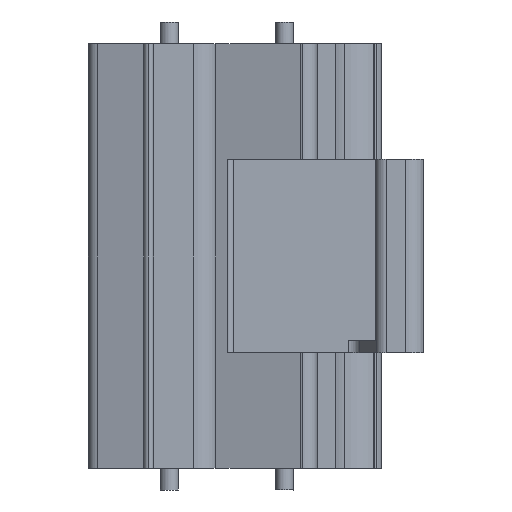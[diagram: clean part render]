
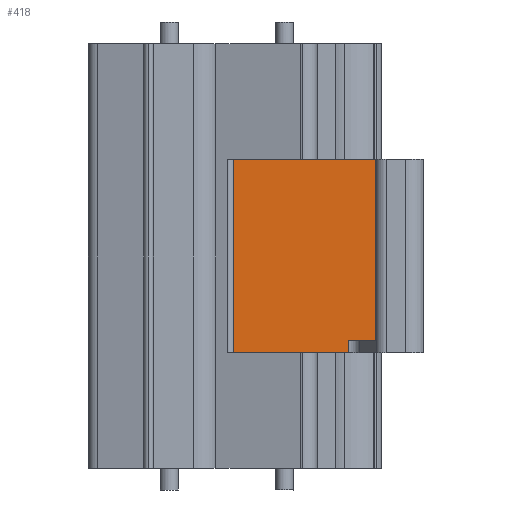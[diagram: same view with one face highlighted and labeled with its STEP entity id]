
A CAD part, left-side view. The second image highlights one B-rep face of the part: STEP entity #418.
In plain terms, the highlighted planar face has unit normal (-1, 0, 0).
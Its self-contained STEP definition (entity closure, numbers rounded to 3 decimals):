
#418=ADVANCED_FACE('',(#894),#895,.T.);
#894=FACE_OUTER_BOUND('',#1414,.T.);
#895=PLANE('',#1415);
#1414=EDGE_LOOP('',(#2692,#2693,#2694,#2695,#2696,#2697));
#1415=AXIS2_PLACEMENT_3D('',#2698,#2699,#2700);
#2692=ORIENTED_EDGE('',*,*,#3277,.T.);
#2693=ORIENTED_EDGE('',*,*,#3263,.T.);
#2694=ORIENTED_EDGE('',*,*,#3420,.T.);
#2695=ORIENTED_EDGE('',*,*,#3451,.F.);
#2696=ORIENTED_EDGE('',*,*,#3628,.F.);
#2697=ORIENTED_EDGE('',*,*,#3629,.T.);
#2698=CARTESIAN_POINT('',(-52.,-4.3,20.0));
#2699=DIRECTION('',(-1.0,0.0,0.0));
#2700=DIRECTION('',(0.0,0.0,1.0));
#3263=EDGE_CURVE('',#3988,#3986,#3989,.T.);
#3277=EDGE_CURVE('',#4008,#3988,#4009,.T.);
#3420=EDGE_CURVE('',#3986,#4216,#4218,.T.);
#3451=EDGE_CURVE('',#4267,#4216,#4269,.T.);
#3628=EDGE_CURVE('',#4507,#4267,#4508,.T.);
#3629=EDGE_CURVE('',#4507,#4008,#4509,.T.);
#3986=VERTEX_POINT('',#4971);
#3988=VERTEX_POINT('',#4973);
#3989=LINE('',#4974,#4975);
#4008=VERTEX_POINT('',#5000);
#4009=LINE('',#5001,#5002);
#4216=VERTEX_POINT('',#5288);
#4218=LINE('',#5290,#5291);
#4267=VERTEX_POINT('',#5358);
#4269=LINE('',#5360,#5361);
#4507=VERTEX_POINT('',#5680);
#4508=LINE('',#5681,#5682);
#4509=LINE('',#5683,#5684);
#4971=CARTESIAN_POINT('',(-52.,-4.3,13.0));
#4973=CARTESIAN_POINT('',(-52.,-0.082,13.0));
#4974=CARTESIAN_POINT('',(-52.,-76.831,13.0));
#4975=VECTOR('',#6067,1.0);
#5000=CARTESIAN_POINT('',(-52.,-0.082,12.0));
#5001=CARTESIAN_POINT('',(-52.,-0.082,20.0));
#5002=VECTOR('',#6083,1.0);
#5288=CARTESIAN_POINT('',(-52.,-4.3,28.0));
#5290=CARTESIAN_POINT('',(-52.,-4.3,20.0));
#5291=VECTOR('',#6235,1.0);
#5358=CARTESIAN_POINT('',(-52.,9.443,28.0));
#5360=CARTESIAN_POINT('',(-52.,-76.831,28.0));
#5361=VECTOR('',#6272,1.0);
#5680=CARTESIAN_POINT('',(-52.,9.443,12.0));
#5681=CARTESIAN_POINT('',(-52.,9.443,20.0));
#5682=VECTOR('',#6486,1.0);
#5683=CARTESIAN_POINT('',(-52.,-76.831,12.0));
#5684=VECTOR('',#6487,1.0);
#6067=DIRECTION('',(0.0,-1.0,0.0));
#6083=DIRECTION('',(0.0,0.0,1.0));
#6235=DIRECTION('',(0.0,0.0,1.0));
#6272=DIRECTION('',(0.0,-1.0,0.0));
#6486=DIRECTION('',(0.0,0.0,1.0));
#6487=DIRECTION('',(0.0,-1.0,0.0));
